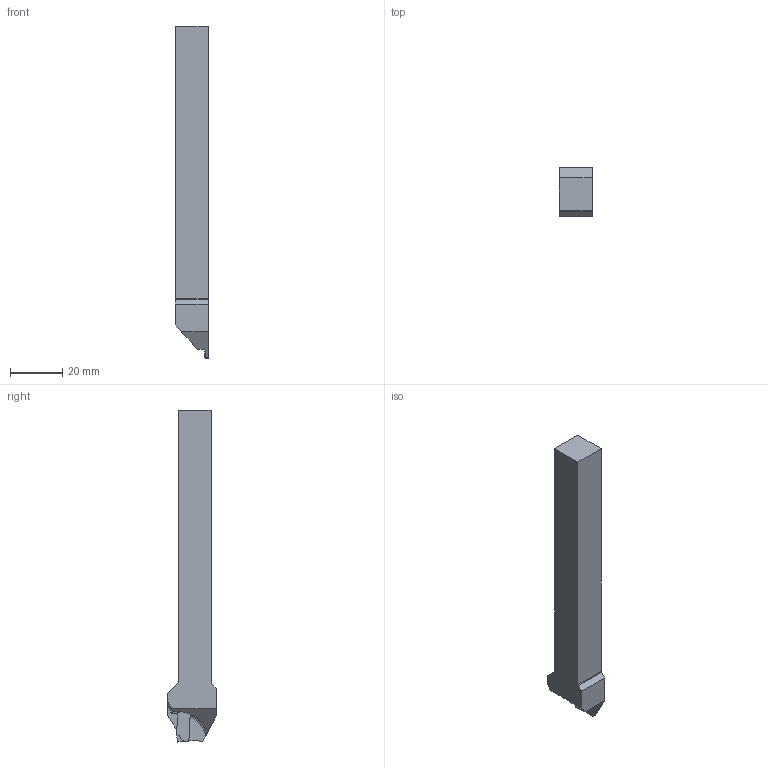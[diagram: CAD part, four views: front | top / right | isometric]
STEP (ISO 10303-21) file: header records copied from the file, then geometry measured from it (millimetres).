
FILE_DESCRIPTION(/* description */ (''),/* implementation_level */ '2;1');
FILE_NAME(/* name */ '1554961056532.stp',/* time_stamp */ '2019-04-11T11:08:01+06:00',/* author */ (''),/* organization */ ('SMS'),/* preprocessor_version */ 'ST-DEVELOPER v15',/* originating_system */ 'SIEMENS PLM Software NX 8.5',/* authorisation */ '');
FILE_SCHEMA (('AUTOMOTIVE_DESIGN { 1 0 10303 214 3 1 1 1 }'));
Length unit declared in the file: millimetre
Products named in the file (4): ASSEMBLY_CONSTRUCTION; 201539459mod000_00; 202150078mod000_00; 202150077mod000_00
Assembly tree (3 placements, depth 2):
  202150077mod000_00
    202150078mod000_00
    201539459mod000_00
    ASSEMBLY_CONSTRUCTION
Bounding box: 12.79 x 18.6 x 127 mm (x, y, z)
Volume: 19433.8 mm3; surface area: 6770.7 mm2
Topology: 2 solids, 2 shells, 88 faces, 247 edges, 170 vertices
Faces by surface type: plane 55, extrusion 20, cylinder 12, torus 1
Entity records: 3536 total; most frequent: CARTESIAN_POINT 1194, ORIENTED_EDGE 492, DIRECTION 385, EDGE_CURVE 246, VECTOR 193, LINE 173, VERTEX_POINT 162, AXIS2_PLACEMENT_3D 96
